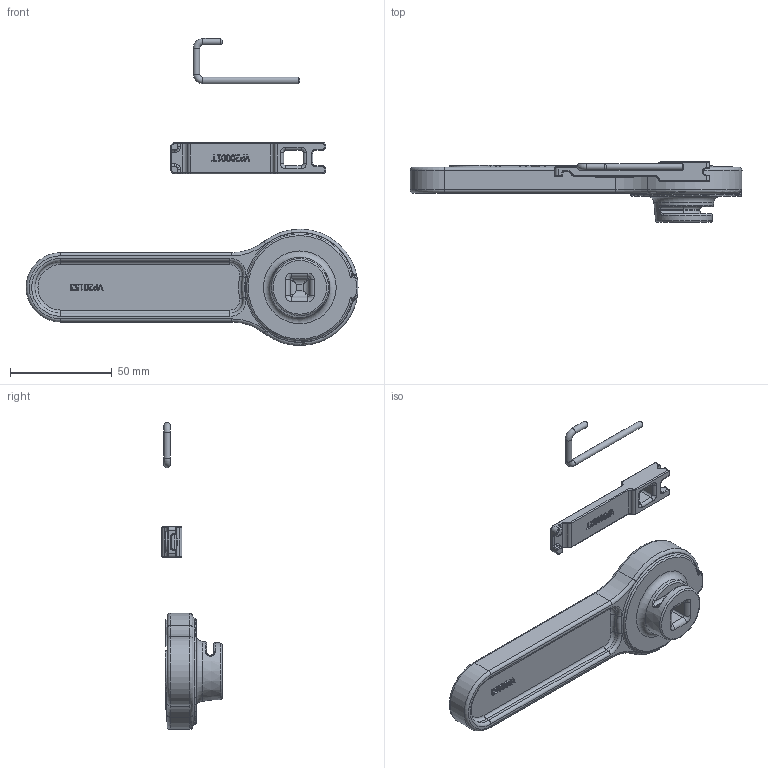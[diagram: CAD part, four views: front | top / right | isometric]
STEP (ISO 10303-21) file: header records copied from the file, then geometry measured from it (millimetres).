
FILE_DESCRIPTION(/* description */ ('EVX HANDLE KIT 2" SP/FP'),/* implementation_level */ '2;1');
FILE_NAME(/* name */ 'VP20153.stp',/* time_stamp */ '2021-04-20T13:37:40-04:00',/* author */ ('DMK'),/* organization */ (''),/* preprocessor_version */ 'ST-DEVELOPER v18.1',/* originating_system */ 'Autodesk Inventor 2021',/* authorisation */ '');
FILE_SCHEMA (('AUTOMOTIVE_DESIGN { 1 0 10303 214 3 1 1 }'));
Length unit declared in the file: inch
Products named in the file (4): VP20153; VP20153X; VP20001T; VP20001
Assembly tree (3 placements, depth 2):
  VP20153
    VP20153X
    VP20001T
    VP20001
Bounding box: 163.07 x 29.53 x 150.81 mm (x, y, z)
Volume: 82327.3 mm3; surface area: 25663.4 mm2
Topology: 3 solids, 3 shells, 1330 faces, 3467 edges, 2236 vertices
Faces by surface type: plane 754, bspline 238, cylinder 233, torus 96, sphere 6, cone 3
Full cylindrical faces by diameter (mm): 3.175 x3
Entity records: 42090 total; most frequent: CARTESIAN_POINT 10456, ORIENTED_EDGE 6918, DIRECTION 5793, EDGE_CURVE 3459, LINE 2395, VECTOR 2395, VERTEX_POINT 2236, AXIS2_PLACEMENT_3D 1699
